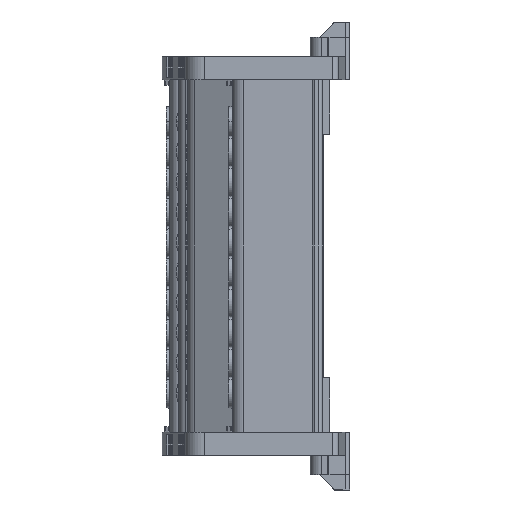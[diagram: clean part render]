
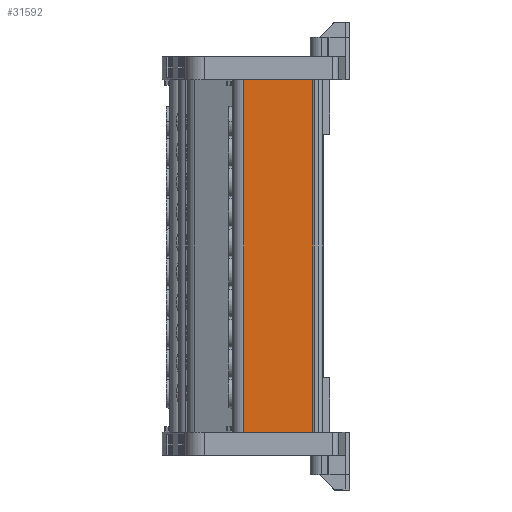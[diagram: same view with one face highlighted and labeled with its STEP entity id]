
A CAD part, left-side view. The second image highlights one B-rep face of the part: STEP entity #31592.
In plain terms, the highlighted planar face has unit normal (-1, 0.018, 0).
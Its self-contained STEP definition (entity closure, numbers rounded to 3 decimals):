
#13970 = VECTOR ( 'NONE', #21022, 1000. ) ;
#14465 = EDGE_CURVE ( 'NONE', #84073, #83956, #21000, .T. ) ;
#17539 = EDGE_CURVE ( 'NONE', #84010, #83920, #101423, .T. ) ;
#17728 = EDGE_CURVE ( 'NONE', #83956, #84010, #103824, .T. ) ;
#17804 = EDGE_CURVE ( 'NONE', #83920, #84073, #104078, .T. ) ;
#21000 = LINE ( 'NONE', #21003, #13970 ) ;
#21003 = CARTESIAN_POINT ( 'NONE',  ( 353.23, -90.714, 17.272 ) ) ;
#21022 = DIRECTION ( 'NONE',  ( 0., 0., 1. ) ) ;
#31592 = ADVANCED_FACE ( 'NONE', ( #41411 ), #41424, .F. ) ;
#37471 = AXIS2_PLACEMENT_3D ( 'NONE', #41415, #41420, #41427 ) ;
#41411 = FACE_OUTER_BOUND ( 'NONE', #90276, .T. ) ;
#41415 = CARTESIAN_POINT ( 'NONE',  ( 353.3, -86.717, 4.077 ) ) ;
#41420 = DIRECTION ( 'NONE',  ( 1., -0.017, 0. ) ) ;
#41424 = PLANE ( 'NONE',  #37471 ) ;
#41427 = DIRECTION ( 'NONE',  ( 0.017, 1., 0. ) ) ;
#83920 = VERTEX_POINT ( 'NONE', #107884 ) ;
#83956 = VERTEX_POINT ( 'NONE', #108059 ) ;
#84010 = VERTEX_POINT ( 'NONE', #108207 ) ;
#84073 = VERTEX_POINT ( 'NONE', #105961 ) ;
#86294 = ORIENTED_EDGE ( 'NONE', *, *, #17728, .F. ) ;
#88074 = VECTOR ( 'NONE', #101418, 1000. ) ;
#88149 = VECTOR ( 'NONE', #103858, 1000. ) ;
#90276 = EDGE_LOOP ( 'NONE', ( #101793, #86294, #101744, #101788 ) ) ;
#101384 = CARTESIAN_POINT ( 'NONE',  ( 352.899, -109.664, 4.077 ) ) ;
#101418 = DIRECTION ( 'NONE',  ( 0., 0., -1. ) ) ;
#101423 = LINE ( 'NONE', #101384, #88074 ) ;
#101744 = ORIENTED_EDGE ( 'NONE', *, *, #14465, .F. ) ;
#101788 = ORIENTED_EDGE ( 'NONE', *, *, #17804, .F. ) ;
#101793 = ORIENTED_EDGE ( 'NONE', *, *, #17539, .F. ) ;
#103824 = LINE ( 'NONE', #103845, #88149 ) ;
#103845 = CARTESIAN_POINT ( 'NONE',  ( 353.3, -86.717, 96.292 ) ) ;
#103858 = DIRECTION ( 'NONE',  ( -0.017, -1., 0. ) ) ;
#104061 = DIRECTION ( 'NONE',  ( 0.017, 1., 0. ) ) ;
#104078 = LINE ( 'NONE', #104080, #108245 ) ;
#104080 = CARTESIAN_POINT ( 'NONE',  ( 352.899, -109.664, 5.095 ) ) ;
#105961 = CARTESIAN_POINT ( 'NONE',  ( 353.23, -90.714, 5.095 ) ) ;
#107884 = CARTESIAN_POINT ( 'NONE',  ( 352.899, -109.664, 5.095 ) ) ;
#108059 = CARTESIAN_POINT ( 'NONE',  ( 353.23, -90.714, 96.292 ) ) ;
#108207 = CARTESIAN_POINT ( 'NONE',  ( 352.899, -109.664, 96.292 ) ) ;
#108245 = VECTOR ( 'NONE', #104061, 1000. ) ;
